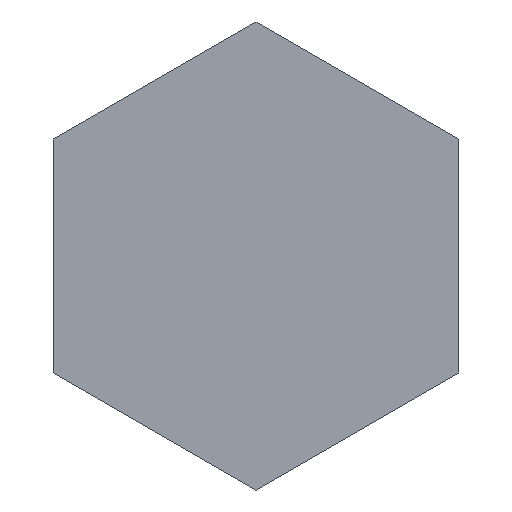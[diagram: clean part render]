
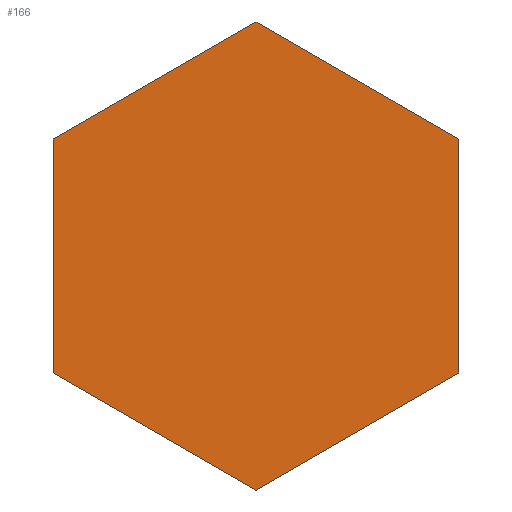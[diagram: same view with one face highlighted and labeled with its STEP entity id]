
A CAD part, left-side view. The second image highlights one B-rep face of the part: STEP entity #166.
In plain terms, the highlighted planar face has unit normal (-1, 0, 0).
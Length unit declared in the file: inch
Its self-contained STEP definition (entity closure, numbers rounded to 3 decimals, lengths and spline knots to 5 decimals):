
#2 = VERTEX_POINT ( 'NONE', #51 ) ;
#4 = ORIENTED_EDGE ( 'NONE', *, *, #229, .F. ) ;
#17 = DIRECTION ( 'NONE',  ( 0., 0., 1. ) ) ;
#20 = CARTESIAN_POINT ( 'NONE',  ( -18., 0., 0.21651 ) ) ;
#22 = DIRECTION ( 'NONE',  ( 0., 0.866, 0.5 ) ) ;
#23 = VERTEX_POINT ( 'NONE', #31 ) ;
#31 = CARTESIAN_POINT ( 'NONE',  ( -18., 0.1875, -0.10825 ) ) ;
#38 = CARTESIAN_POINT ( 'NONE',  ( -18., -0.1875, 0.10825 ) ) ;
#41 = CARTESIAN_POINT ( 'NONE',  ( -18., 0.1875, -0.10825 ) ) ;
#51 = CARTESIAN_POINT ( 'NONE',  ( -18., 0., 0.21651 ) ) ;
#66 = VECTOR ( 'NONE', #17, 39.37008 ) ;
#67 = LINE ( 'NONE', #107, #170 ) ;
#68 = VERTEX_POINT ( 'NONE', #38 ) ;
#75 = LINE ( 'NONE', #252, #121 ) ;
#84 = VECTOR ( 'NONE', #120, 39.37008 ) ;
#86 = PLANE ( 'NONE',  #173 ) ;
#89 = VERTEX_POINT ( 'NONE', #183 ) ;
#93 = EDGE_CURVE ( 'NONE', #228, #196, #222, .T. ) ;
#107 = CARTESIAN_POINT ( 'NONE',  ( -18., -0.1875, 0.10825 ) ) ;
#113 = ORIENTED_EDGE ( 'NONE', *, *, #93, .F. ) ;
#115 = VECTOR ( 'NONE', #266, 39.37008 ) ;
#119 = LINE ( 'NONE', #205, #84 ) ;
#120 = DIRECTION ( 'NONE',  ( 0., -0.866, 0.5 ) ) ;
#121 = VECTOR ( 'NONE', #22, 39.37008 ) ;
#128 = EDGE_CURVE ( 'NONE', #23, #89, #268, .T. ) ;
#141 = DIRECTION ( 'NONE',  ( 0., 0., -1. ) ) ;
#142 = FACE_OUTER_BOUND ( 'NONE', #187, .T. ) ;
#149 = ORIENTED_EDGE ( 'NONE', *, *, #261, .F. ) ;
#154 = ORIENTED_EDGE ( 'NONE', *, *, #209, .F. ) ;
#165 = DIRECTION ( 'NONE',  ( 0., -0.866, -0.5 ) ) ;
#166 = ADVANCED_FACE ( 'NONE', ( #142 ), #86, .F. ) ;
#168 = CARTESIAN_POINT ( 'NONE',  ( -18., -0.1875, -0.10825 ) ) ;
#170 = VECTOR ( 'NONE', #194, 39.37008 ) ;
#173 = AXIS2_PLACEMENT_3D ( 'NONE', #221, #241, #141 ) ;
#175 = EDGE_CURVE ( 'NONE', #89, #2, #119, .T. ) ;
#183 = CARTESIAN_POINT ( 'NONE',  ( -18., 0.1875, 0.10825 ) ) ;
#187 = EDGE_LOOP ( 'NONE', ( #113, #154, #4, #236, #265, #149 ) ) ;
#194 = DIRECTION ( 'NONE',  ( 0., 0., -1. ) ) ;
#195 = LINE ( 'NONE', #20, #207 ) ;
#196 = VERTEX_POINT ( 'NONE', #215 ) ;
#205 = CARTESIAN_POINT ( 'NONE',  ( -18., 0.1875, 0.10825 ) ) ;
#207 = VECTOR ( 'NONE', #165, 39.37008 ) ;
#209 = EDGE_CURVE ( 'NONE', #68, #228, #67, .T. ) ;
#215 = CARTESIAN_POINT ( 'NONE',  ( -18., 0., -0.21651 ) ) ;
#221 = CARTESIAN_POINT ( 'NONE',  ( -18., 0., 0. ) ) ;
#222 = LINE ( 'NONE', #270, #115 ) ;
#228 = VERTEX_POINT ( 'NONE', #168 ) ;
#229 = EDGE_CURVE ( 'NONE', #2, #68, #195, .T. ) ;
#236 = ORIENTED_EDGE ( 'NONE', *, *, #175, .F. ) ;
#241 = DIRECTION ( 'NONE',  ( 1., 0., 0. ) ) ;
#252 = CARTESIAN_POINT ( 'NONE',  ( -18., 0., -0.21651 ) ) ;
#261 = EDGE_CURVE ( 'NONE', #196, #23, #75, .T. ) ;
#265 = ORIENTED_EDGE ( 'NONE', *, *, #128, .F. ) ;
#266 = DIRECTION ( 'NONE',  ( 0., 0.866, -0.5 ) ) ;
#268 = LINE ( 'NONE', #41, #66 ) ;
#270 = CARTESIAN_POINT ( 'NONE',  ( -18., -0.1875, -0.10825 ) ) ;
